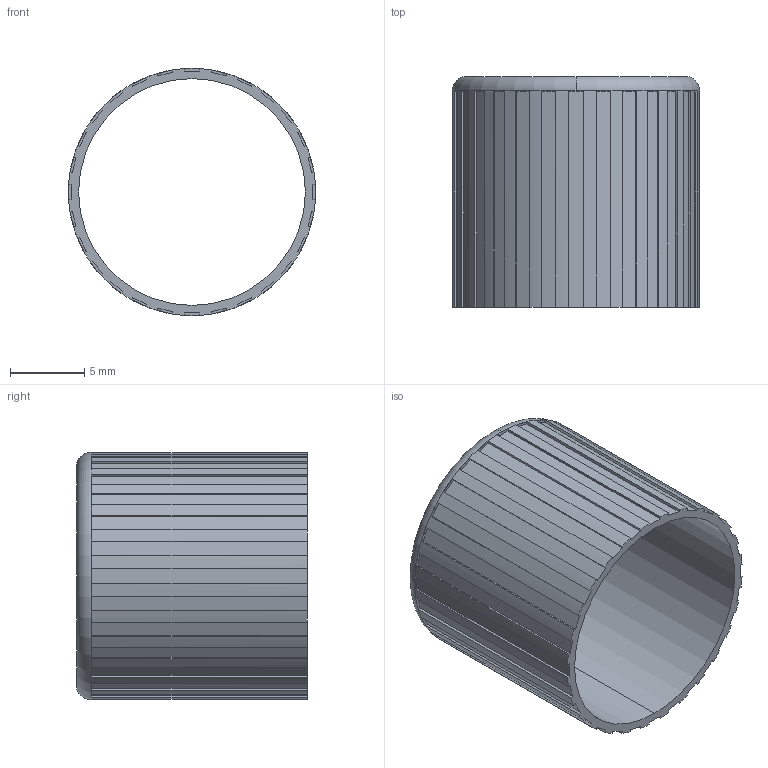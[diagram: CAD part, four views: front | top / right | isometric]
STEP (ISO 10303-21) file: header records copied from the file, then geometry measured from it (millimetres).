
FILE_DESCRIPTION (( 'STEP AP214' ), '1' );
FILE_NAME ('BIF-H0.STEP', '2006-08-25T20:07:29', ( 'L-COM' ), ( 'L-COM' ), 'SwSTEP 2.0', 'SolidWorks 2006052', '' );
FILE_SCHEMA (( 'AUTOMOTIVE_DESIGN' ));
Length unit declared in the file: inch
Products named in the file (1): BIF-H0
Bounding box: 16.61 x 15.49 x 16.61 mm (x, y, z)
Volume: 451.5 mm3; surface area: 1729.7 mm2
Topology: 1 solids, 1 shells, 119 faces, 350 edges, 232 vertices
Faces by surface type: plane 113, cylinder 4, torus 2
Entity records: 5451 total; most frequent: CARTESIAN_POINT 702, ORIENTED_EDGE 700, DIRECTION 656, EDGE_CURVE 350, LINE 284, VECTOR 284, VERTEX_POINT 232, AXIS2_PLACEMENT_3D 186
